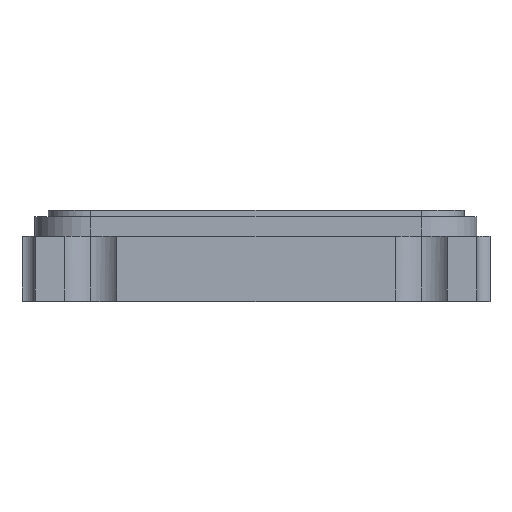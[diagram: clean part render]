
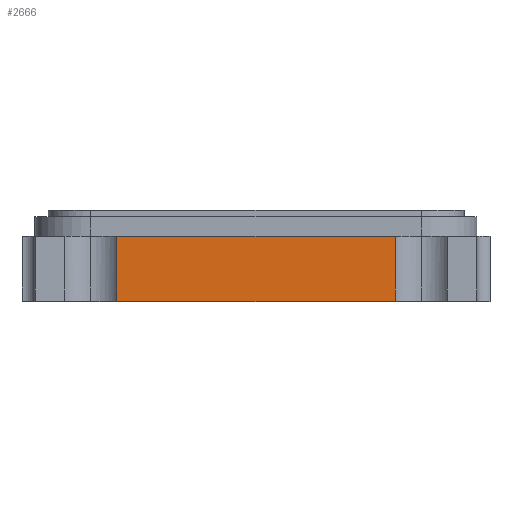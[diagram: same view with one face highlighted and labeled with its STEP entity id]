
A CAD part, top view. The second image highlights one B-rep face of the part: STEP entity #2666.
In plain terms, the highlighted planar face has unit normal (0, 0, 1).
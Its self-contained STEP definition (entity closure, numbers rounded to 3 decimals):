
#12 = DIRECTION ( 'NONE',  ( 1., 0., 0. ) ) ;
#151 = ORIENTED_EDGE ( 'NONE', *, *, #2080, .F. ) ;
#227 = CARTESIAN_POINT ( 'NONE',  ( -2.14, 1., 2.6 ) ) ;
#268 = LINE ( 'NONE', #2104, #1819 ) ;
#278 = CARTESIAN_POINT ( 'NONE',  ( 2.14, 1., 2.6 ) ) ;
#317 = EDGE_CURVE ( 'NONE', #2223, #2434, #268, .T. ) ;
#353 = PLANE ( 'NONE',  #529 ) ;
#476 = LINE ( 'NONE', #227, #1206 ) ;
#529 = AXIS2_PLACEMENT_3D ( 'NONE', #2040, #1129, #1614 ) ;
#666 = DIRECTION ( 'NONE',  ( 1., 0., 0. ) ) ;
#887 = LINE ( 'NONE', #1927, #1434 ) ;
#938 = VERTEX_POINT ( 'NONE', #1215 ) ;
#977 = VERTEX_POINT ( 'NONE', #1915 ) ;
#1129 = DIRECTION ( 'NONE',  ( 0., 0., -1. ) ) ;
#1206 = VECTOR ( 'NONE', #1448, 1000. ) ;
#1215 = CARTESIAN_POINT ( 'NONE',  ( -2.14, 0., 2.6 ) ) ;
#1388 = LINE ( 'NONE', #1860, #2483 ) ;
#1434 = VECTOR ( 'NONE', #2416, 1000. ) ;
#1448 = DIRECTION ( 'NONE',  ( 0., -1., 0. ) ) ;
#1614 = DIRECTION ( 'NONE',  ( -1., 0., 0. ) ) ;
#1780 = ORIENTED_EDGE ( 'NONE', *, *, #317, .F. ) ;
#1819 = VECTOR ( 'NONE', #12, 1000. ) ;
#1860 = CARTESIAN_POINT ( 'NONE',  ( -2.14, 0., 2.6 ) ) ;
#1915 = CARTESIAN_POINT ( 'NONE',  ( 2.14, 0., 2.6 ) ) ;
#1927 = CARTESIAN_POINT ( 'NONE',  ( 2.14, 1., 2.6 ) ) ;
#2040 = CARTESIAN_POINT ( 'NONE',  ( -2.14, 1., 2.6 ) ) ;
#2080 = EDGE_CURVE ( 'NONE', #2434, #977, #887, .T. ) ;
#2104 = CARTESIAN_POINT ( 'NONE',  ( -2.14, 1., 2.6 ) ) ;
#2188 = FACE_OUTER_BOUND ( 'NONE', #2303, .T. ) ;
#2223 = VERTEX_POINT ( 'NONE', #2454 ) ;
#2243 = ORIENTED_EDGE ( 'NONE', *, *, #2300, .T. ) ;
#2276 = ORIENTED_EDGE ( 'NONE', *, *, #2363, .T. ) ;
#2300 = EDGE_CURVE ( 'NONE', #938, #977, #1388, .T. ) ;
#2303 = EDGE_LOOP ( 'NONE', ( #2243, #151, #1780, #2276 ) ) ;
#2363 = EDGE_CURVE ( 'NONE', #2223, #938, #476, .T. ) ;
#2416 = DIRECTION ( 'NONE',  ( 0., -1., 0. ) ) ;
#2434 = VERTEX_POINT ( 'NONE', #278 ) ;
#2454 = CARTESIAN_POINT ( 'NONE',  ( -2.14, 1., 2.6 ) ) ;
#2483 = VECTOR ( 'NONE', #666, 1000. ) ;
#2666 = ADVANCED_FACE ( 'NONE', ( #2188 ), #353, .F. ) ;
